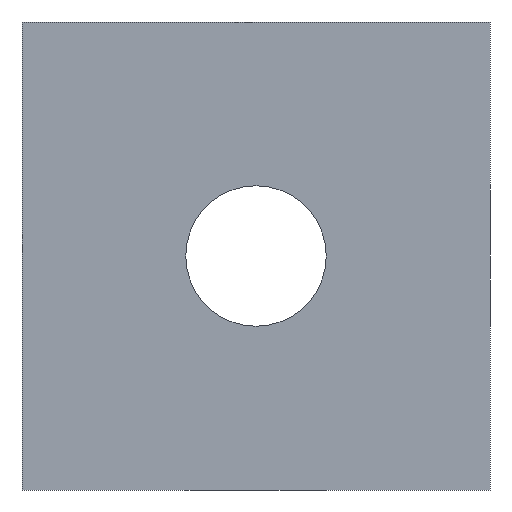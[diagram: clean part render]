
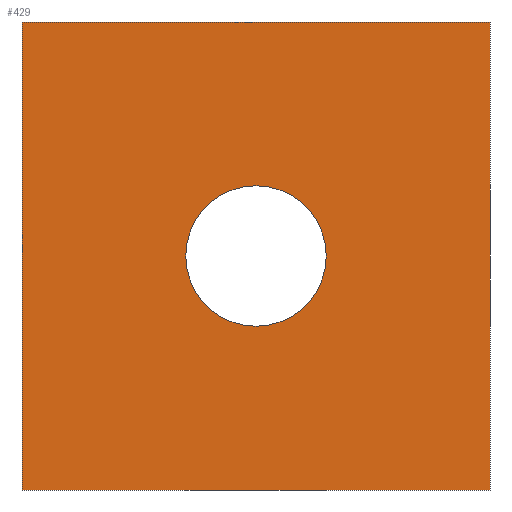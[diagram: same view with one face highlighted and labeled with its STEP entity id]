
A CAD part, left-side view. The second image highlights one B-rep face of the part: STEP entity #429.
In plain terms, the highlighted planar face has unit normal (-1, 0, 0).
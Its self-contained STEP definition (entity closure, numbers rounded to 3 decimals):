
#16=FACE_BOUND('',#105,.T.);
#22=PLANE('',#478);
#29=LINE('',#726,#50);
#33=LINE('',#735,#54);
#34=LINE('',#736,#55);
#35=LINE('',#737,#56);
#50=VECTOR('',#565,10.);
#54=VECTOR('',#571,10.);
#55=VECTOR('',#572,10.);
#56=VECTOR('',#573,10.);
#76=FACE_OUTER_BOUND('',#104,.T.);
#104=EDGE_LOOP('',(#296,#297,#298,#299));
#105=EDGE_LOOP('',(#300));
#161=CIRCLE('',#479,1.5);
#183=VERTEX_POINT('',#724);
#184=VERTEX_POINT('',#725);
#187=VERTEX_POINT('',#733);
#188=VERTEX_POINT('',#734);
#189=VERTEX_POINT('',#738);
#222=EDGE_CURVE('',#183,#184,#29,.T.);
#226=EDGE_CURVE('',#187,#188,#33,.T.);
#227=EDGE_CURVE('',#187,#184,#34,.T.);
#228=EDGE_CURVE('',#183,#188,#35,.T.);
#229=EDGE_CURVE('',#189,#189,#161,.T.);
#296=ORIENTED_EDGE('',*,*,#226,.F.);
#297=ORIENTED_EDGE('',*,*,#227,.T.);
#298=ORIENTED_EDGE('',*,*,#222,.F.);
#299=ORIENTED_EDGE('',*,*,#228,.T.);
#300=ORIENTED_EDGE('',*,*,#229,.T.);
#429=ADVANCED_FACE('',(#76,#16),#22,.T.);
#478=AXIS2_PLACEMENT_3D('',#732,#569,#570);
#479=AXIS2_PLACEMENT_3D('',#739,#574,#575);
#565=DIRECTION('',(0.,1.,0.));
#569=DIRECTION('center_axis',(-1.,0.,0.));
#570=DIRECTION('ref_axis',(0.,0.,1.));
#571=DIRECTION('',(0.,-1.,0.));
#572=DIRECTION('',(0.,0.,-1.));
#573=DIRECTION('',(0.,0.,1.));
#574=DIRECTION('center_axis',(1.,0.,0.));
#575=DIRECTION('ref_axis',(0.,0.,-1.));
#724=CARTESIAN_POINT('',(-5.,-5.,-5.));
#725=CARTESIAN_POINT('',(-5.,5.,-5.));
#726=CARTESIAN_POINT('',(-5.,-5.,-5.));
#732=CARTESIAN_POINT('Origin',(-5.,-5.,0.));
#733=CARTESIAN_POINT('',(-5.,5.,5.));
#734=CARTESIAN_POINT('',(-5.,-5.,5.));
#735=CARTESIAN_POINT('',(-5.,5.,5.));
#736=CARTESIAN_POINT('',(-5.,5.,5.));
#737=CARTESIAN_POINT('',(-5.,-5.,-5.));
#738=CARTESIAN_POINT('',(-5.,0.,1.5));
#739=CARTESIAN_POINT('Origin',(-5.,0.,0.));
